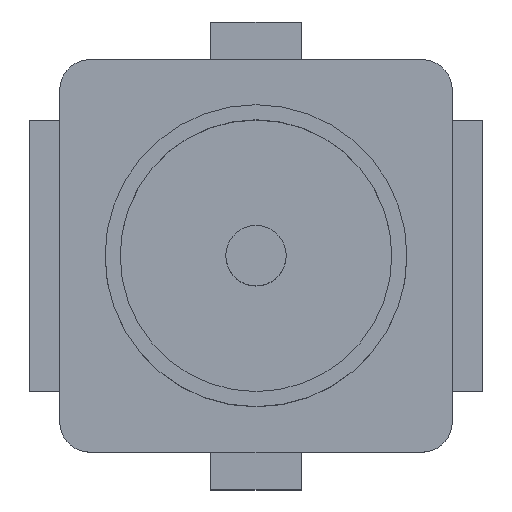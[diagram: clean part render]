
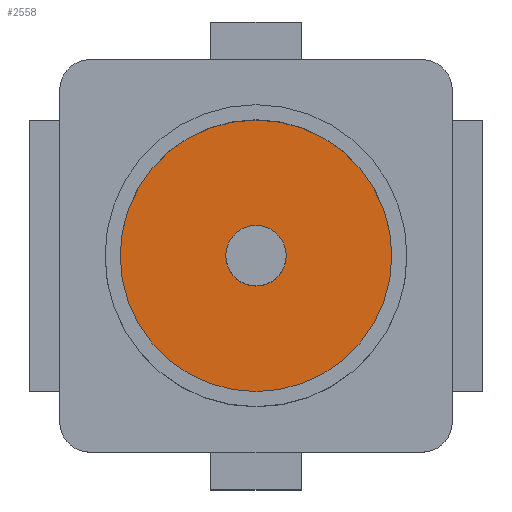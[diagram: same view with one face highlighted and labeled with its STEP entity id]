
A CAD part, top view. The second image highlights one B-rep face of the part: STEP entity #2558.
In plain terms, the highlighted planar face has unit normal (0, 0, 1).
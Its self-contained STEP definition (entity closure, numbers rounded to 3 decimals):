
#2478 = CYLINDRICAL_SURFACE('',#2479,0.9);
#2479 = AXIS2_PLACEMENT_3D('',#2480,#2481,#2482);
#2480 = CARTESIAN_POINT('',(0.,0.,1.25));
#2481 = DIRECTION('',(0.,0.,1.));
#2482 = DIRECTION('',(1.,0.,0.));
#2508 = VERTEX_POINT('',#2509);
#2509 = CARTESIAN_POINT('',(0.9,0.,0.45));
#2530 = EDGE_CURVE('',#2508,#2508,#2531,.T.);
#2531 = SURFACE_CURVE('',#2532,(#2537,#2544),.PCURVE_S1.);
#2532 = CIRCLE('',#2533,0.9);
#2533 = AXIS2_PLACEMENT_3D('',#2534,#2535,#2536);
#2534 = CARTESIAN_POINT('',(0.,0.,0.45));
#2535 = DIRECTION('',(0.,0.,1.));
#2536 = DIRECTION('',(1.,0.,0.));
#2537 = PCURVE('',#2478,#2538);
#2538 = DEFINITIONAL_REPRESENTATION('',(#2539),#2543);
#2539 = LINE('',#2540,#2541);
#2540 = CARTESIAN_POINT('',(0.,-0.8));
#2541 = VECTOR('',#2542,1.);
#2542 = DIRECTION('',(1.,0.));
#2543 = ( GEOMETRIC_REPRESENTATION_CONTEXT(2) 
PARAMETRIC_REPRESENTATION_CONTEXT() REPRESENTATION_CONTEXT('2D SPACE',''
  ) );
#2544 = PCURVE('',#2545,#2550);
#2545 = PLANE('',#2546);
#2546 = AXIS2_PLACEMENT_3D('',#2547,#2548,#2549);
#2547 = CARTESIAN_POINT('',(0.,0.,0.45)
  );
#2548 = DIRECTION('',(0.,0.,1.));
#2549 = DIRECTION('',(0.,1.,0.));
#2550 = DEFINITIONAL_REPRESENTATION('',(#2551),#2555);
#2551 = CIRCLE('',#2552,0.9);
#2552 = AXIS2_PLACEMENT_2D('',#2553,#2554);
#2553 = CARTESIAN_POINT('',(0.,0.));
#2554 = DIRECTION('',(0.,-1.));
#2555 = ( GEOMETRIC_REPRESENTATION_CONTEXT(2) 
PARAMETRIC_REPRESENTATION_CONTEXT() REPRESENTATION_CONTEXT('2D SPACE',''
  ) );
#2558 = ADVANCED_FACE('',(#2559,#2562),#2545,.T.);
#2559 = FACE_BOUND('',#2560,.T.);
#2560 = EDGE_LOOP('',(#2561));
#2561 = ORIENTED_EDGE('',*,*,#2530,.T.);
#2562 = FACE_BOUND('',#2563,.T.);
#2563 = EDGE_LOOP('',(#2564));
#2564 = ORIENTED_EDGE('',*,*,#2565,.F.);
#2565 = EDGE_CURVE('',#2566,#2566,#2568,.T.);
#2566 = VERTEX_POINT('',#2567);
#2567 = CARTESIAN_POINT('',(0.2,0.,0.45));
#2568 = SURFACE_CURVE('',#2569,(#2574,#2581),.PCURVE_S1.);
#2569 = CIRCLE('',#2570,0.2);
#2570 = AXIS2_PLACEMENT_3D('',#2571,#2572,#2573);
#2571 = CARTESIAN_POINT('',(0.,0.,0.45));
#2572 = DIRECTION('',(0.,0.,1.));
#2573 = DIRECTION('',(1.,0.,0.));
#2574 = PCURVE('',#2545,#2575);
#2575 = DEFINITIONAL_REPRESENTATION('',(#2576),#2580);
#2576 = CIRCLE('',#2577,0.2);
#2577 = AXIS2_PLACEMENT_2D('',#2578,#2579);
#2578 = CARTESIAN_POINT('',(0.,0.));
#2579 = DIRECTION('',(0.,-1.));
#2580 = ( GEOMETRIC_REPRESENTATION_CONTEXT(2) 
PARAMETRIC_REPRESENTATION_CONTEXT() REPRESENTATION_CONTEXT('2D SPACE',''
  ) );
#2581 = PCURVE('',#2582,#2587);
#2582 = CYLINDRICAL_SURFACE('',#2583,0.2);
#2583 = AXIS2_PLACEMENT_3D('',#2584,#2585,#2586);
#2584 = CARTESIAN_POINT('',(0.,0.,1.25));
#2585 = DIRECTION('',(0.,0.,1.));
#2586 = DIRECTION('',(1.,0.,0.));
#2587 = DEFINITIONAL_REPRESENTATION('',(#2588),#2592);
#2588 = LINE('',#2589,#2590);
#2589 = CARTESIAN_POINT('',(0.,-0.8));
#2590 = VECTOR('',#2591,1.);
#2591 = DIRECTION('',(1.,0.));
#2592 = ( GEOMETRIC_REPRESENTATION_CONTEXT(2) 
PARAMETRIC_REPRESENTATION_CONTEXT() REPRESENTATION_CONTEXT('2D SPACE',''
  ) );
